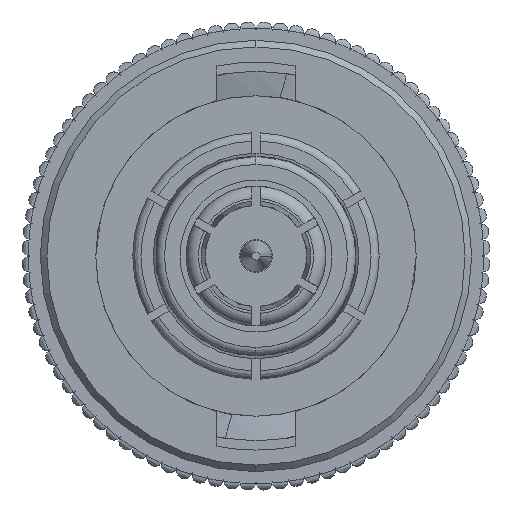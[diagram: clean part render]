
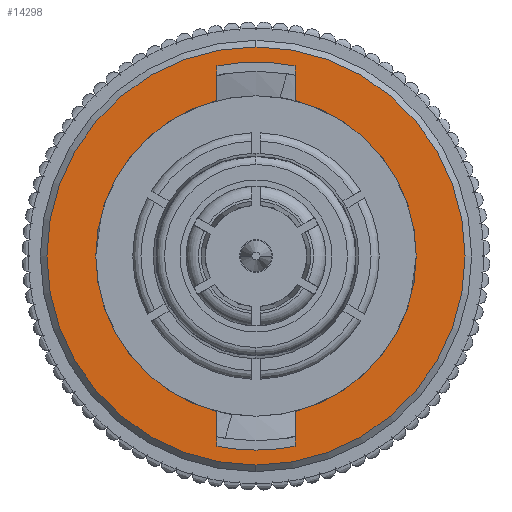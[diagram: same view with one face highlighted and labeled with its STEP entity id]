
A CAD part, left-side view. The second image highlights one B-rep face of the part: STEP entity #14298.
In plain terms, the highlighted face is planar.
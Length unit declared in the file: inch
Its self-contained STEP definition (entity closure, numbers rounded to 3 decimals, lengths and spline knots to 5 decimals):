
#35 = DIRECTION ( 'NONE',  ( -1., 0., 0. ) ) ;
#603 = DIRECTION ( 'NONE',  ( -1., 0., 0. ) ) ;
#1052 = CARTESIAN_POINT ( 'NONE',  ( 0., 0.195, 0. ) ) ;
#1088 = DIRECTION ( 'NONE',  ( 0., 0., 1. ) ) ;
#1232 = ORIENTED_EDGE ( 'NONE', *, *, #18574, .F. ) ;
#1298 = VERTEX_POINT ( 'NONE', #13827 ) ;
#1523 = AXIS2_PLACEMENT_3D ( 'NONE', #1052, #16977, #17243 ) ;
#1687 = VERTEX_POINT ( 'NONE', #22106 ) ;
#1699 = AXIS2_PLACEMENT_3D ( 'NONE', #10997, #18918, #24832 ) ;
#1779 = VERTEX_POINT ( 'NONE', #14603 ) ;
#1996 = EDGE_CURVE ( 'NONE', #11994, #1298, #17636, .T. ) ;
#2171 = LINE ( 'NONE', #15715, #8250 ) ;
#2229 = ORIENTED_EDGE ( 'NONE', *, *, #24165, .F. ) ;
#2342 = CIRCLE ( 'NONE', #13256, 0.195 ) ;
#2523 = DIRECTION ( 'NONE',  ( 0., 0., 1. ) ) ;
#2622 = LINE ( 'NONE', #4327, #20718 ) ;
#3020 = DIRECTION ( 'NONE',  ( 1., 0., 0. ) ) ;
#3036 = LINE ( 'NONE', #7116, #20381 ) ;
#3532 = ORIENTED_EDGE ( 'NONE', *, *, #6154, .F. ) ;
#3655 = ORIENTED_EDGE ( 'NONE', *, *, #5331, .F. ) ;
#3759 = DIRECTION ( 'NONE',  ( 0., 0., 1. ) ) ;
#3773 = AXIS2_PLACEMENT_3D ( 'NONE', #10532, #35, #2523 ) ;
#4138 = CARTESIAN_POINT ( 'NONE',  ( 0., 0., 0.23622 ) ) ;
#4325 = ORIENTED_EDGE ( 'NONE', *, *, #10316, .F. ) ;
#4327 = CARTESIAN_POINT ( 'NONE',  ( 0., -0.0475, 0.2314 ) ) ;
#4338 = CIRCLE ( 'NONE', #6436, 0.2545 ) ;
#4487 = VERTEX_POINT ( 'NONE', #22797 ) ;
#4718 = FACE_OUTER_BOUND ( 'NONE', #18808, .T. ) ;
#5176 = EDGE_CURVE ( 'NONE', #7282, #5594, #2622, .T. ) ;
#5331 = EDGE_CURVE ( 'NONE', #1779, #14891, #4338, .T. ) ;
#5332 = ORIENTED_EDGE ( 'NONE', *, *, #17837, .F. ) ;
#5594 = VERTEX_POINT ( 'NONE', #10445 ) ;
#6154 = EDGE_CURVE ( 'NONE', #4487, #21926, #23703, .T. ) ;
#6436 = AXIS2_PLACEMENT_3D ( 'NONE', #6954, #14976, #11642 ) ;
#6954 = CARTESIAN_POINT ( 'NONE',  ( 0., 0., 0. ) ) ;
#6964 = CARTESIAN_POINT ( 'NONE',  ( 0., 0., 0. ) ) ;
#7116 = CARTESIAN_POINT ( 'NONE',  ( 0., -0.0475, -0.2314 ) ) ;
#7282 = VERTEX_POINT ( 'NONE', #18873 ) ;
#7502 = ORIENTED_EDGE ( 'NONE', *, *, #5176, .F. ) ;
#8092 = CARTESIAN_POINT ( 'NONE',  ( 0., 0., 0.2545 ) ) ;
#8250 = VECTOR ( 'NONE', #3759, 39.37008 ) ;
#8944 = PLANE ( 'NONE',  #1523 ) ;
#9118 = DIRECTION ( 'NONE',  ( -1., 0., 0. ) ) ;
#9907 = CIRCLE ( 'NONE', #11144, 0.195 ) ;
#10042 = EDGE_CURVE ( 'NONE', #24451, #1298, #2342, .T. ) ;
#10143 = VERTEX_POINT ( 'NONE', #10470 ) ;
#10250 = EDGE_LOOP ( 'NONE', ( #11201, #7502, #19938, #3532, #4325, #23664, #14327, #5332, #1232 ) ) ;
#10316 = EDGE_CURVE ( 'NONE', #24451, #4487, #2171, .T. ) ;
#10445 = CARTESIAN_POINT ( 'NONE',  ( 0., -0.0475, 0.18913 ) ) ;
#10470 = CARTESIAN_POINT ( 'NONE',  ( 0., -0.0475, -0.2314 ) ) ;
#10532 = CARTESIAN_POINT ( 'NONE',  ( 0., 0., 0. ) ) ;
#10592 = CARTESIAN_POINT ( 'NONE',  ( 0., 0., 0. ) ) ;
#10997 = CARTESIAN_POINT ( 'NONE',  ( 0., 0., 0. ) ) ;
#11017 = DIRECTION ( 'NONE',  ( 0., 0., 1. ) ) ;
#11144 = AXIS2_PLACEMENT_3D ( 'NONE', #19107, #9118, #1088 ) ;
#11158 = FACE_BOUND ( 'NONE', #10250, .T. ) ;
#11201 = ORIENTED_EDGE ( 'NONE', *, *, #15160, .T. ) ;
#11642 = DIRECTION ( 'NONE',  ( 0., 0., 1. ) ) ;
#11829 = DIRECTION ( 'NONE',  ( 1., 0., 0. ) ) ;
#11994 = VERTEX_POINT ( 'NONE', #24479 ) ;
#12235 = AXIS2_PLACEMENT_3D ( 'NONE', #6964, #3020, #11017 ) ;
#12341 = DIRECTION ( 'NONE',  ( 0., 0., -1. ) ) ;
#13256 = AXIS2_PLACEMENT_3D ( 'NONE', #10592, #603, #14681 ) ;
#13292 = CARTESIAN_POINT ( 'NONE',  ( 0., 0.0475, 0.18913 ) ) ;
#13827 = CARTESIAN_POINT ( 'NONE',  ( 0., 0.0475, -0.18913 ) ) ;
#13884 = CIRCLE ( 'NONE', #1699, 0.23622 ) ;
#14298 = ADVANCED_FACE ( 'NONE', ( #4718, #11158 ), #8944, .F. ) ;
#14327 = ORIENTED_EDGE ( 'NONE', *, *, #1996, .F. ) ;
#14603 = CARTESIAN_POINT ( 'NONE',  ( 0., 0., -0.2545 ) ) ;
#14681 = DIRECTION ( 'NONE',  ( 0., 0., 1. ) ) ;
#14891 = VERTEX_POINT ( 'NONE', #8092 ) ;
#14976 = DIRECTION ( 'NONE',  ( -1., 0., 0. ) ) ;
#15160 = EDGE_CURVE ( 'NONE', #1687, #5594, #9907, .T. ) ;
#15249 = CARTESIAN_POINT ( 'NONE',  ( 0., 0.0475, -0.2314 ) ) ;
#15536 = CARTESIAN_POINT ( 'NONE',  ( 0., 0., 0. ) ) ;
#15715 = CARTESIAN_POINT ( 'NONE',  ( 0., 0.0475, 0.2314 ) ) ;
#16068 = VECTOR ( 'NONE', #25643, 39.37008 ) ;
#16977 = DIRECTION ( 'NONE',  ( -1., 0., 0. ) ) ;
#17243 = DIRECTION ( 'NONE',  ( 0., 0., 1. ) ) ;
#17636 = LINE ( 'NONE', #15249, #16068 ) ;
#17837 = EDGE_CURVE ( 'NONE', #10143, #11994, #13884, .T. ) ;
#17911 = DIRECTION ( 'NONE',  ( 0., 0., 1. ) ) ;
#18574 = EDGE_CURVE ( 'NONE', #1687, #10143, #3036, .T. ) ;
#18808 = EDGE_LOOP ( 'NONE', ( #2229, #3655 ) ) ;
#18873 = CARTESIAN_POINT ( 'NONE',  ( 0., -0.0475, 0.2314 ) ) ;
#18918 = DIRECTION ( 'NONE',  ( 1., 0., 0. ) ) ;
#19107 = CARTESIAN_POINT ( 'NONE',  ( 0., 0., 0. ) ) ;
#19938 = ORIENTED_EDGE ( 'NONE', *, *, #25840, .F. ) ;
#20381 = VECTOR ( 'NONE', #21320, 39.37008 ) ;
#20718 = VECTOR ( 'NONE', #12341, 39.37008 ) ;
#21320 = DIRECTION ( 'NONE',  ( 0., 0., -1. ) ) ;
#21421 = CIRCLE ( 'NONE', #3773, 0.2545 ) ;
#21926 = VERTEX_POINT ( 'NONE', #4138 ) ;
#22106 = CARTESIAN_POINT ( 'NONE',  ( 0., -0.0475, -0.18913 ) ) ;
#22724 = CIRCLE ( 'NONE', #12235, 0.23622 ) ;
#22797 = CARTESIAN_POINT ( 'NONE',  ( 0., 0.0475, 0.2314 ) ) ;
#23664 = ORIENTED_EDGE ( 'NONE', *, *, #10042, .T. ) ;
#23703 = CIRCLE ( 'NONE', #24113, 0.23622 ) ;
#24113 = AXIS2_PLACEMENT_3D ( 'NONE', #15536, #11829, #17911 ) ;
#24165 = EDGE_CURVE ( 'NONE', #14891, #1779, #21421, .T. ) ;
#24451 = VERTEX_POINT ( 'NONE', #13292 ) ;
#24479 = CARTESIAN_POINT ( 'NONE',  ( 0., 0.0475, -0.2314 ) ) ;
#24832 = DIRECTION ( 'NONE',  ( 0., 0., 1. ) ) ;
#25643 = DIRECTION ( 'NONE',  ( 0., 0., 1. ) ) ;
#25840 = EDGE_CURVE ( 'NONE', #21926, #7282, #22724, .T. ) ;
